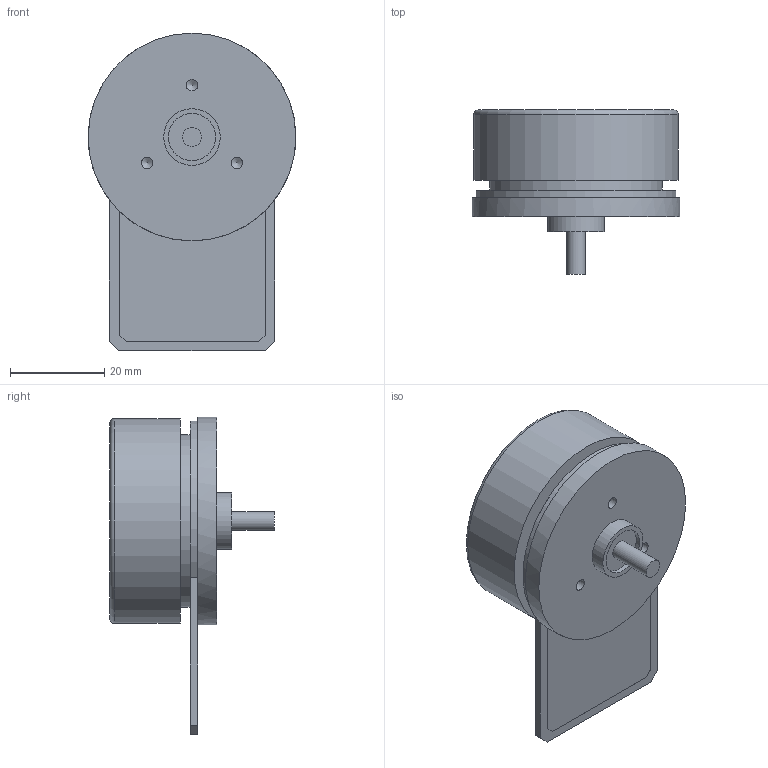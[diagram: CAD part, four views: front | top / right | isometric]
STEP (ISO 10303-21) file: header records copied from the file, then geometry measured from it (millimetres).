
FILE_DESCRIPTION(/* description */ (''),/* implementation_level */ '2;1');
FILE_NAME(/* name */ 'MaxonEC45-50W-MILE_ipt_891cfcd4.STEP',/* time_stamp */ '2021-11-25T10:12:10-03:00',/* author */ ('ryll'),/* organization */ (''),/* preprocessor_version */ 'ST-DEVELOPER v18.1',/* originating_system */ 'Autodesk Inventor 2020',/* authorisation */ '');
FILE_SCHEMA (('AUTOMOTIVE_DESIGN { 1 0 10303 214 3 1 1 }'));
Length unit declared in the file: millimetre
Products named in the file (1): MaxonEC45-50W-MILE
Bounding box: 44 x 34.8 x 67.3 mm (x, y, z)
Volume: 34396.9 mm3; surface area: 9177.8 mm2
Topology: 1 solids, 1 shells, 36 faces, 95 edges, 66 vertices
Faces by surface type: plane 22, cylinder 10, cone 3, torus 1
Full cylindrical faces by diameter (mm): 2.459 x3, 4 x1, 10 x1, 12 x1, 36.5 x1, 43.4 x1, 44 x1
Entity records: 1220 total; most frequent: DIRECTION 206, CARTESIAN_POINT 195, ORIENTED_EDGE 184, EDGE_CURVE 92, AXIS2_PLACEMENT_3D 77, VERTEX_POINT 66, LINE 52, VECTOR 52
